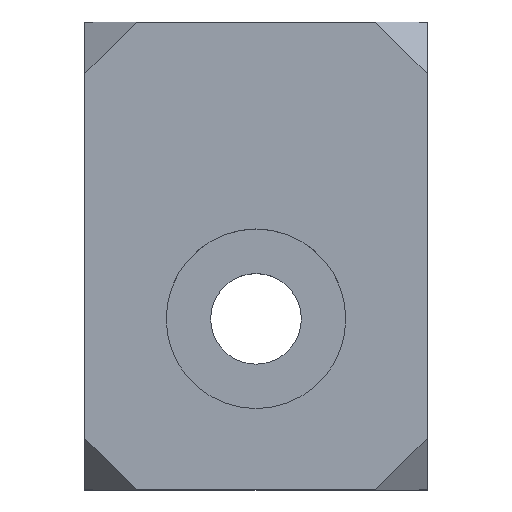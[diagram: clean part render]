
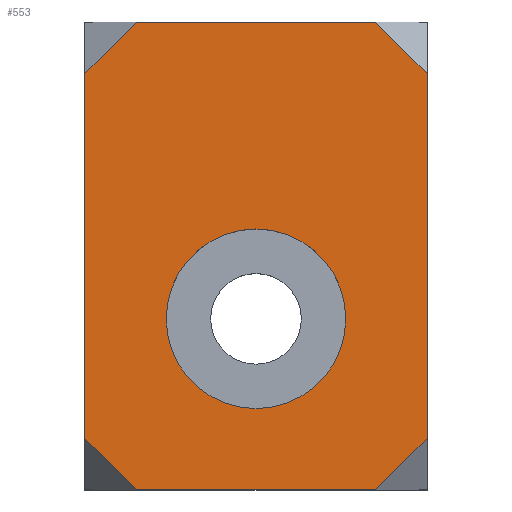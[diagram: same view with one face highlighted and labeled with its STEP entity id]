
A CAD part, top view. The second image highlights one B-rep face of the part: STEP entity #553.
In plain terms, the highlighted planar face has unit normal (0, 0, 1).
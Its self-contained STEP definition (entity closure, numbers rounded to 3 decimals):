
#18=FACE_BOUND('',#86,.T.);
#28=CIRCLE('',#607,5.25);
#51=FACE_OUTER_BOUND('',#85,.T.);
#85=EDGE_LOOP('',(#449,#450,#451,#452,#453,#454,#455,#456));
#86=EDGE_LOOP('',(#457));
#103=LINE('',#780,#169);
#116=LINE('',#814,#182);
#124=LINE('',#830,#190);
#133=LINE('',#847,#199);
#135=LINE('',#859,#201);
#136=LINE('',#861,#202);
#137=LINE('',#863,#203);
#140=LINE('',#876,#206);
#169=VECTOR('',#632,10.);
#182=VECTOR('',#649,10.);
#190=VECTOR('',#661,10.);
#199=VECTOR('',#674,10.);
#201=VECTOR('',#694,10.);
#202=VECTOR('',#697,10.);
#203=VECTOR('',#700,10.);
#206=VECTOR('',#717,10.);
#234=VERTEX_POINT('',#777);
#235=VERTEX_POINT('',#779);
#247=VERTEX_POINT('',#811);
#248=VERTEX_POINT('',#813);
#253=VERTEX_POINT('',#827);
#254=VERTEX_POINT('',#829);
#259=VERTEX_POINT('',#844);
#260=VERTEX_POINT('',#846);
#264=VERTEX_POINT('',#872);
#285=EDGE_CURVE('',#235,#234,#103,.T.);
#300=EDGE_CURVE('',#248,#247,#116,.T.);
#308=EDGE_CURVE('',#254,#253,#124,.T.);
#317=EDGE_CURVE('',#260,#259,#133,.T.);
#323=EDGE_CURVE('',#234,#260,#135,.T.);
#324=EDGE_CURVE('',#253,#248,#136,.T.);
#325=EDGE_CURVE('',#247,#235,#137,.T.);
#329=EDGE_CURVE('',#264,#264,#28,.T.);
#331=EDGE_CURVE('',#259,#254,#140,.T.);
#449=ORIENTED_EDGE('',*,*,#325,.T.);
#450=ORIENTED_EDGE('',*,*,#285,.T.);
#451=ORIENTED_EDGE('',*,*,#323,.T.);
#452=ORIENTED_EDGE('',*,*,#317,.T.);
#453=ORIENTED_EDGE('',*,*,#331,.T.);
#454=ORIENTED_EDGE('',*,*,#308,.T.);
#455=ORIENTED_EDGE('',*,*,#324,.T.);
#456=ORIENTED_EDGE('',*,*,#300,.T.);
#457=ORIENTED_EDGE('',*,*,#329,.T.);
#521=PLANE('',#609);
#553=ADVANCED_FACE('',(#51,#18),#521,.T.);
#607=AXIS2_PLACEMENT_3D('',#873,#712,#713);
#609=AXIS2_PLACEMENT_3D('',#877,#718,#719);
#632=DIRECTION('',(-1.,0.,0.));
#649=DIRECTION('',(0.,1.,0.));
#661=DIRECTION('',(1.,0.,0.));
#674=DIRECTION('',(0.,-1.,0.));
#694=DIRECTION('',(-0.707,-0.707,0.));
#697=DIRECTION('',(0.707,0.707,0.));
#700=DIRECTION('',(-0.707,0.707,0.));
#712=DIRECTION('center_axis',(0.,0.,-1.));
#713=DIRECTION('ref_axis',(1.,0.,0.));
#717=DIRECTION('',(0.707,-0.707,0.));
#718=DIRECTION('center_axis',(0.,0.,1.));
#719=DIRECTION('ref_axis',(1.,0.,0.));
#777=CARTESIAN_POINT('',(-7.,17.35,5.5));
#779=CARTESIAN_POINT('',(7.,17.35,5.5));
#780=CARTESIAN_POINT('',(-10.,17.35,5.5));
#811=CARTESIAN_POINT('',(10.,14.35,5.5));
#813=CARTESIAN_POINT('',(10.,-7.,5.5));
#814=CARTESIAN_POINT('',(10.,17.35,5.5));
#827=CARTESIAN_POINT('',(7.,-10.,5.5));
#829=CARTESIAN_POINT('',(-7.,-10.,5.5));
#830=CARTESIAN_POINT('',(10.,-10.,5.5));
#844=CARTESIAN_POINT('',(-10.,-7.,5.5));
#846=CARTESIAN_POINT('',(-10.,14.35,5.5));
#847=CARTESIAN_POINT('',(-10.,-10.,5.5));
#859=CARTESIAN_POINT('',(-10.,14.35,5.5));
#861=CARTESIAN_POINT('',(10.,-7.,5.5));
#863=CARTESIAN_POINT('',(10.,14.35,5.5));
#872=CARTESIAN_POINT('',(-5.25,0.,5.5));
#873=CARTESIAN_POINT('Origin',(0.,0.,5.5));
#876=CARTESIAN_POINT('',(-10.,-7.,5.5));
#877=CARTESIAN_POINT('Origin',(0.,3.675,5.5));
